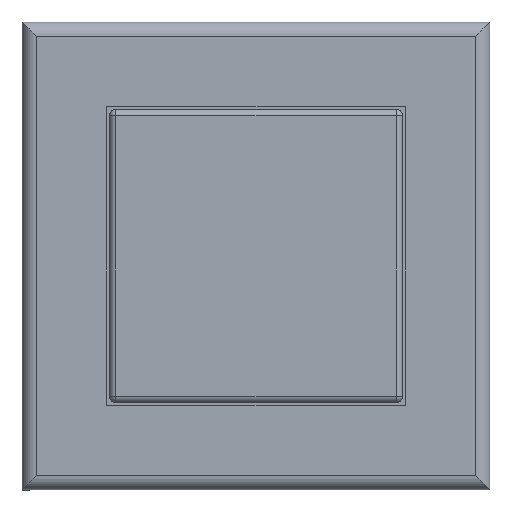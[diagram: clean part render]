
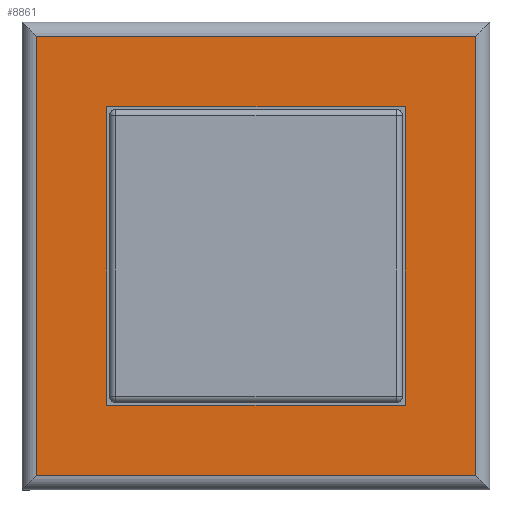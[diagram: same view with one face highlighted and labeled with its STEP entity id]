
A CAD part, top view. The second image highlights one B-rep face of the part: STEP entity #8861.
In plain terms, the highlighted planar face has unit normal (0, 0, 1).
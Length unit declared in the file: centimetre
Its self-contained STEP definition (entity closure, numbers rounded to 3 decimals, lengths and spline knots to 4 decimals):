
#81=FACE_BOUND('',#984,.T.);
#480=FACE_OUTER_BOUND('',#983,.T.);
#983=EDGE_LOOP('',(#6992,#6993,#6994,#6995));
#984=EDGE_LOOP('',(#6996,#6997,#6998,#6999));
#1442=LINE('',#12566,#2614);
#1446=LINE('',#12573,#2618);
#1449=LINE('',#12579,#2621);
#1451=LINE('',#12582,#2623);
#1831=LINE('',#13371,#3003);
#1832=LINE('',#13373,#3004);
#1833=LINE('',#13375,#3005);
#1834=LINE('',#13376,#3006);
#2614=VECTOR('',#10252,1.);
#2618=VECTOR('',#10258,1.);
#2621=VECTOR('',#10263,1.);
#2623=VECTOR('',#10267,1.);
#3003=VECTOR('',#10919,1.);
#3004=VECTOR('',#10920,1.);
#3005=VECTOR('',#10921,1.);
#3006=VECTOR('',#10922,1.);
#3748=VERTEX_POINT('',#12563);
#3749=VERTEX_POINT('',#12565);
#3751=VERTEX_POINT('',#12571);
#3753=VERTEX_POINT('',#12577);
#4025=VERTEX_POINT('',#13369);
#4026=VERTEX_POINT('',#13370);
#4027=VERTEX_POINT('',#13372);
#4028=VERTEX_POINT('',#13374);
#4691=EDGE_CURVE('',#3749,#3748,#1442,.T.);
#4695=EDGE_CURVE('',#3748,#3751,#1446,.T.);
#4698=EDGE_CURVE('',#3751,#3753,#1449,.T.);
#4700=EDGE_CURVE('',#3753,#3749,#1451,.T.);
#5088=EDGE_CURVE('',#4025,#4026,#1831,.T.);
#5089=EDGE_CURVE('',#4027,#4025,#1832,.T.);
#5090=EDGE_CURVE('',#4028,#4027,#1833,.T.);
#5091=EDGE_CURVE('',#4026,#4028,#1834,.T.);
#6992=ORIENTED_EDGE('',*,*,#5088,.F.);
#6993=ORIENTED_EDGE('',*,*,#5089,.F.);
#6994=ORIENTED_EDGE('',*,*,#5090,.F.);
#6995=ORIENTED_EDGE('',*,*,#5091,.F.);
#6996=ORIENTED_EDGE('',*,*,#4691,.T.);
#6997=ORIENTED_EDGE('',*,*,#4695,.T.);
#6998=ORIENTED_EDGE('',*,*,#4698,.T.);
#6999=ORIENTED_EDGE('',*,*,#4700,.T.);
#8413=PLANE('',#9417);
#8861=ADVANCED_FACE('',(#480,#81),#8413,.T.);
#9417=AXIS2_PLACEMENT_3D('',#13368,#10917,#10918);
#10252=DIRECTION('',(1.,0.,0.));
#10258=DIRECTION('',(0.,-1.,0.));
#10263=DIRECTION('',(-1.,0.,0.));
#10267=DIRECTION('',(0.,1.,0.));
#10917=DIRECTION('center_axis',(0.,0.,
1.));
#10918=DIRECTION('ref_axis',(1.,0.,0.));
#10919=DIRECTION('',(0.,1.,0.));
#10920=DIRECTION('',(-1.,0.,0.));
#10921=DIRECTION('',(0.,-1.,0.));
#10922=DIRECTION('',(1.,0.,0.));
#12563=CARTESIAN_POINT('',(0.6225,0.6225,1.27));
#12565=CARTESIAN_POINT('',(-0.6225,0.6225,1.27));
#12566=CARTESIAN_POINT('',(-0.3113,0.6225,1.27));
#12571=CARTESIAN_POINT('',(0.6225,-0.6225,1.27));
#12573=CARTESIAN_POINT('',(0.6225,0.3113,1.27));
#12577=CARTESIAN_POINT('',(-0.6225,-0.6225,1.27));
#12579=CARTESIAN_POINT('',(0.3113,-0.6225,1.27));
#12582=CARTESIAN_POINT('',(-0.6225,-0.3113,1.27));
#13368=CARTESIAN_POINT('Origin',(0.,0.,
1.27));
#13369=CARTESIAN_POINT('',(-0.915,-0.915,1.27));
#13370=CARTESIAN_POINT('',(-0.915,0.915,1.27));
#13371=CARTESIAN_POINT('',(-0.915,-0.4875,1.27));
#13372=CARTESIAN_POINT('',(0.915,-0.915,1.27));
#13373=CARTESIAN_POINT('',(0.4875,-0.915,1.27));
#13374=CARTESIAN_POINT('',(0.915,0.915,1.27));
#13375=CARTESIAN_POINT('',(0.915,0.4875,1.27));
#13376=CARTESIAN_POINT('',(-0.4875,0.915,1.27));
